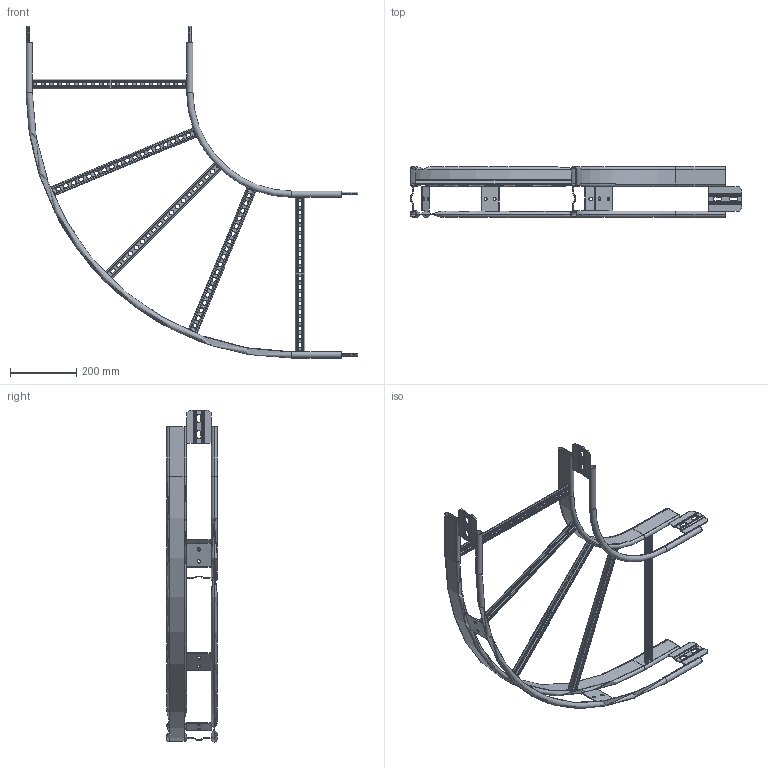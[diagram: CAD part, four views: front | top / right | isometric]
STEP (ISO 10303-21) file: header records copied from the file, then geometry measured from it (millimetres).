
FILE_DESCRIPTION (( 'STEP AP203' ), '1' );
FILE_NAME ('10-02-1634.STEP', '2013-05-02T09:54:25', ( 'asennus' ), ( '' ), 'SwSTEP 2.0', 'SolidWorks 2013', '' );
FILE_SCHEMA (( 'CONFIG_CONTROL_DESIGN' ));
Length unit declared in the file: millimetre
Products named in the file (1): 10-02-1634
Bounding box: 1002 x 153 x 1002 mm (x, y, z)
Volume: 733256.5 mm3; surface area: 1290615.8 mm2
Topology: 17 solids, 17 shells, 980 faces, 2422 edges, 1476 vertices
Faces by surface type: plane 592, cylinder 372, torus 16
Entity records: 29055 total; most frequent: DIRECTION 5136, CARTESIAN_POINT 4879, ORIENTED_EDGE 4844, EDGE_CURVE 2422, AXIS2_PLACEMENT_3D 1733, LINE 1670, VECTOR 1670, VERTEX_POINT 1476
